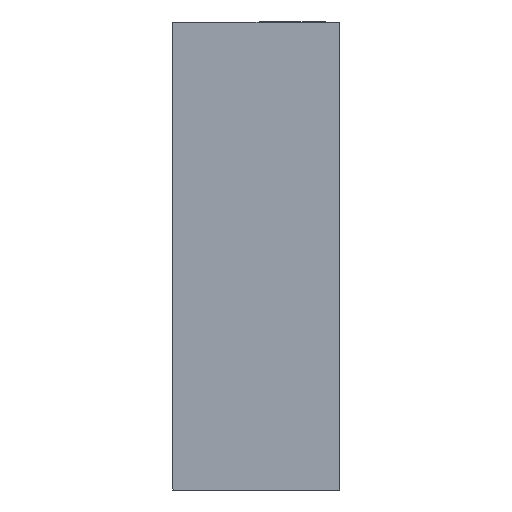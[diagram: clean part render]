
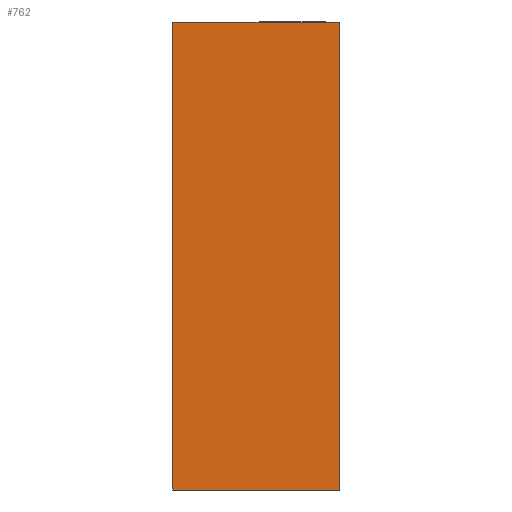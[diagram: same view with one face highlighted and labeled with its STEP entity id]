
A CAD part, left-side view. The second image highlights one B-rep face of the part: STEP entity #762.
In plain terms, the highlighted planar face has unit normal (-1, 0, 0).
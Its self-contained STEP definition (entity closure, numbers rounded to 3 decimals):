
#106=FACE_OUTER_BOUND('',#156,.T.);
#156=EDGE_LOOP('',(#618,#619,#620,#621));
#202=LINE('',#1094,#277);
#207=LINE('',#1105,#282);
#239=LINE('',#1209,#314);
#240=LINE('',#1210,#315);
#277=VECTOR('',#875,10.);
#282=VECTOR('',#884,10.);
#314=VECTOR('',#992,10.);
#315=VECTOR('',#993,10.);
#341=VERTEX_POINT('',#1071);
#352=VERTEX_POINT('',#1092);
#356=VERTEX_POINT('',#1103);
#390=VERTEX_POINT('',#1208);
#420=EDGE_CURVE('',#352,#341,#202,.T.);
#425=EDGE_CURVE('',#356,#352,#207,.T.);
#477=EDGE_CURVE('',#390,#356,#239,.T.);
#478=EDGE_CURVE('',#390,#341,#240,.T.);
#618=ORIENTED_EDGE('',*,*,#477,.F.);
#619=ORIENTED_EDGE('',*,*,#478,.T.);
#620=ORIENTED_EDGE('',*,*,#420,.F.);
#621=ORIENTED_EDGE('',*,*,#425,.F.);
#730=PLANE('',#834);
#762=ADVANCED_FACE('',(#106),#730,.T.);
#834=AXIS2_PLACEMENT_3D('',#1207,#990,#991);
#875=DIRECTION('',(0.,1.,0.));
#884=DIRECTION('',(0.,0.,-1.));
#990=DIRECTION('center_axis',(-1.,0.,0.));
#991=DIRECTION('ref_axis',(0.,0.,1.));
#992=DIRECTION('',(0.,-1.,0.));
#993=DIRECTION('',(0.,0.,-1.));
#1071=CARTESIAN_POINT('',(-33.,0.,-5.));
#1092=CARTESIAN_POINT('',(-33.,-15.3,-5.));
#1094=CARTESIAN_POINT('',(-33.,-10.,-5.));
#1103=CARTESIAN_POINT('',(-33.,-15.3,38.));
#1105=CARTESIAN_POINT('',(-33.,-15.3,38.));
#1207=CARTESIAN_POINT('Origin',(-33.,-10.,0.));
#1208=CARTESIAN_POINT('',(-33.,0.,38.));
#1209=CARTESIAN_POINT('',(-33.,-10.,38.));
#1210=CARTESIAN_POINT('',(-33.,0.,0.));
